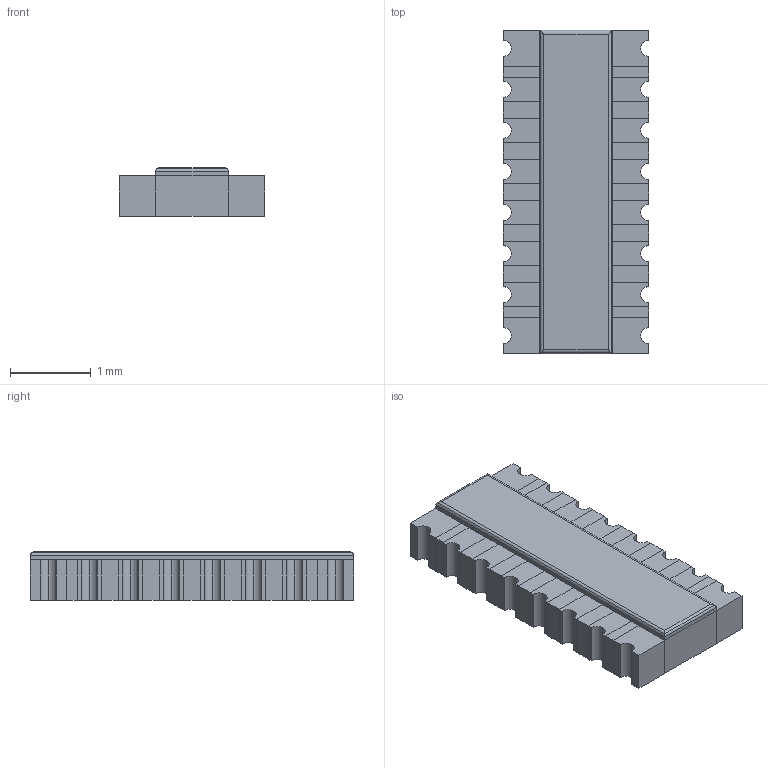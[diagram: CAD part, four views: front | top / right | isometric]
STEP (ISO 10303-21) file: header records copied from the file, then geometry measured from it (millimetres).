
FILE_DESCRIPTION((''),'2;1');
FILE_NAME('RESCAXS50P160X380X60-16N.stp','2009-10-06T09:25:34',(''),(''),'Mechanical Desktop 2006','Mechanical Desktop 2006',', , ');
FILE_SCHEMA(('AUTOMOTIVE_DESIGN { 1 2 10303 214 0 1 1 1 }'));
Length unit declared in the file: millimetre
Products named in the file (1): Product
Bounding box: 1.8 x 4 x 0.6 mm (x, y, z)
Volume: 3.8 mm3; surface area: 46.6 mm2
Topology: 18 solids, 18 shells, 220 faces, 548 edges, 368 vertices
Faces by surface type: plane 102, bspline 94, cylinder 24
Entity records: 6723 total; most frequent: CARTESIAN_POINT 1639, ORIENTED_EDGE 1088, DIRECTION 874, EDGE_CURVE 544, VECTOR 476, LINE 476, VERTEX_POINT 360, EDGE_LOOP 220
